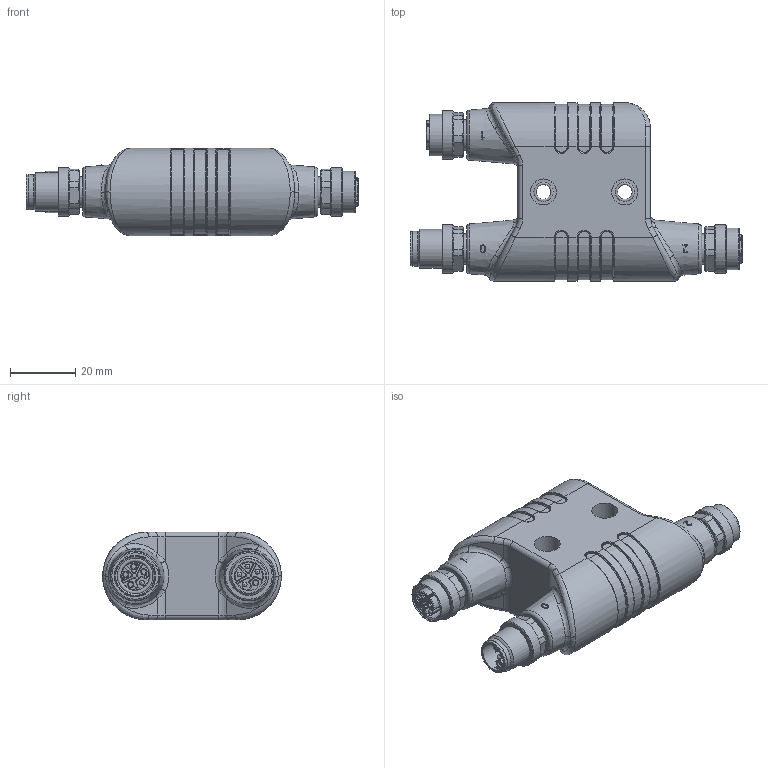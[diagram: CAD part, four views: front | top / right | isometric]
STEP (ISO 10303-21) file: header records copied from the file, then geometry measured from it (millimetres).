
FILE_DESCRIPTION(/* description */ (''),/* implementation_level */ '2;1');
FILE_NAME(/* name */ 'PL-3HM12-S5-2K5_stp.stp',/* time_stamp */ '2018-09-25T16:59:06+02:00',/* author */ (''),/* organization */ (''),/* preprocessor_version */ 'ST-DEVELOPER v16',/* originating_system */ 'SIEMENS PLM Software NX 10.0',/* authorisation */ '');
FILE_SCHEMA (('AUTOMOTIVE_DESIGN { 1 0 10303 214 3 1 1 1 }'));
Length unit declared in the file: millimetre
Products named in the file (1): PL-3HM12-S5-2K5_stp
Bounding box: 102.1 x 54.95 x 26.95 mm (x, y, z)
Volume: 68055.5 mm3; surface area: 15769.1 mm2
Topology: 1 solids, 1 shells, 763 faces, 1859 edges, 1122 vertices
Faces by surface type: plane 256, cylinder 196, torus 95, bspline 93, extrusion 50, cone 45, sphere 28
Full cylindrical faces by diameter (mm): 1.5 x6, 1.6 x9, 4.5 x2, 8 x4, 8.75 x2, 8.9 x1, 9.4 x3, 10.5 x1, 10.8 x1, 10.95 x2, 12 x1, 12.3 x2, 12.8 x2, 15 x3
Entity records: 25934 total; most frequent: CARTESIAN_POINT 9500, ORIENTED_EDGE 3402, DIRECTION 3203, EDGE_CURVE 1701, AXIS2_PLACEMENT_3D 1211, VERTEX_POINT 1069, EDGE_LOOP 894, VECTOR 781
